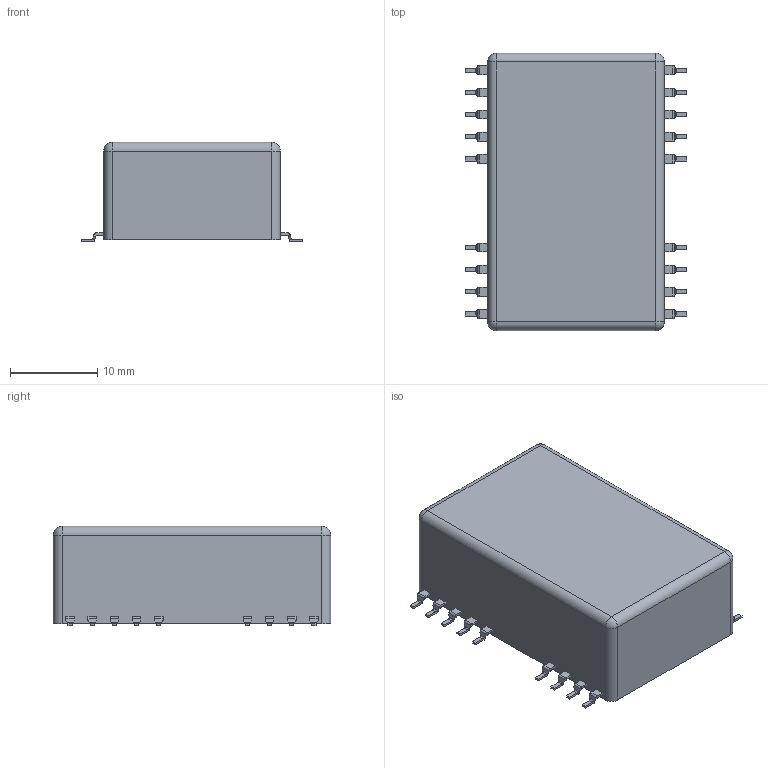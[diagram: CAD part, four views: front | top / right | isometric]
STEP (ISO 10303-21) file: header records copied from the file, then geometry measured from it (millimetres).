
FILE_DESCRIPTION(('FreeCAD Model'),'2;1');
FILE_NAME('CLE-48S.step', '2020-05-27T09:06:05',('Author'),(''), 'Open CASCADE STEP processor 7.2','FreeCAD','Unknown');
FILE_SCHEMA(('AUTOMOTIVE_DESIGN { 1 0 10303 214 1 1 1 1 }'));
Length unit declared in the file: millimetre
Products named in the file (19): pin_1; pin_20; pin_11; pin_5; pin_13; pin_21; pin_16; pin_3; pin_4; pin_2; pin_12; pin_24; pin_15; pin_9; pin_10; pin_14; pin_23; pin_22; case
Bounding box: 25.4 x 31.8 x 11.4 mm (x, y, z)
Volume: 7201.4 mm3; surface area: 2517.4 mm2
Topology: 19 solids, 19 shells, 382 faces, 1018 edges, 672 vertices
Faces by surface type: plane 260, cylinder 118, sphere 4
Full cylindrical faces by diameter (mm): 3.1 x2
Entity records: 26491 total; most frequent: CARTESIAN_POINT 6543, DIRECTION 3449, LINE 2098, VECTOR 2098, ORIENTED_EDGE 2028, PCURVE 2028, DEFINITIONAL_REPRESENTATION 2028, EDGE_CURVE 1014
